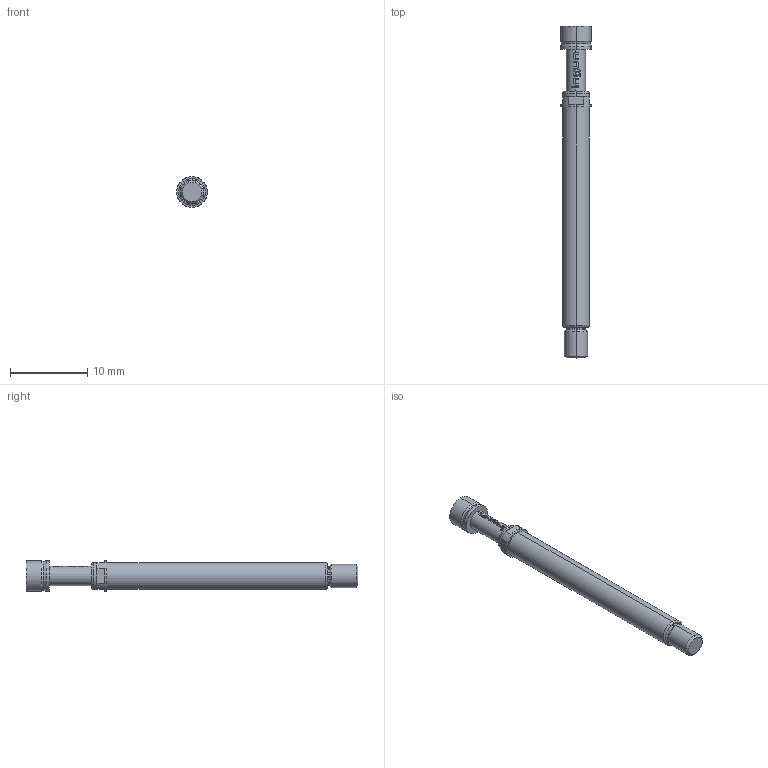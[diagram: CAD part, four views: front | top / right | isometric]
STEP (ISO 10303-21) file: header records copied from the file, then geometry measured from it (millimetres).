
FILE_DESCRIPTION (( 'STEP AP203' ), '1' );
FILE_NAME ('INGUN_HSS-150_302_400_A_xx02_M.STEP', '2021-01-18T10:32:44', ( '' ), ( '' ), 'SwSTEP 2.0', 'SolidWorks 2018', '' );
FILE_SCHEMA (( 'CONFIG_CONTROL_DESIGN' ));
Length unit declared in the file: millimetre
Products named in the file (1): INGUN_HSS-150_302_400_A_xx02_M
Bounding box: 4 x 43.1 x 4 mm (x, y, z)
Volume: 387.9 mm3; surface area: 496.6 mm2
Topology: 1 solids, 1 shells, 127 faces, 338 edges, 220 vertices
Faces by surface type: plane 41, bspline 37, cylinder 35, torus 10, cone 4
Entity records: 5119 total; most frequent: CARTESIAN_POINT 2377, ORIENTED_EDGE 676, DIRECTION 360, EDGE_CURVE 338, B_SPLINE_CURVE_WITH_KNOTS 222, VERTEX_POINT 220, AXIS2_PLACEMENT_3D 153, EDGE_LOOP 134
